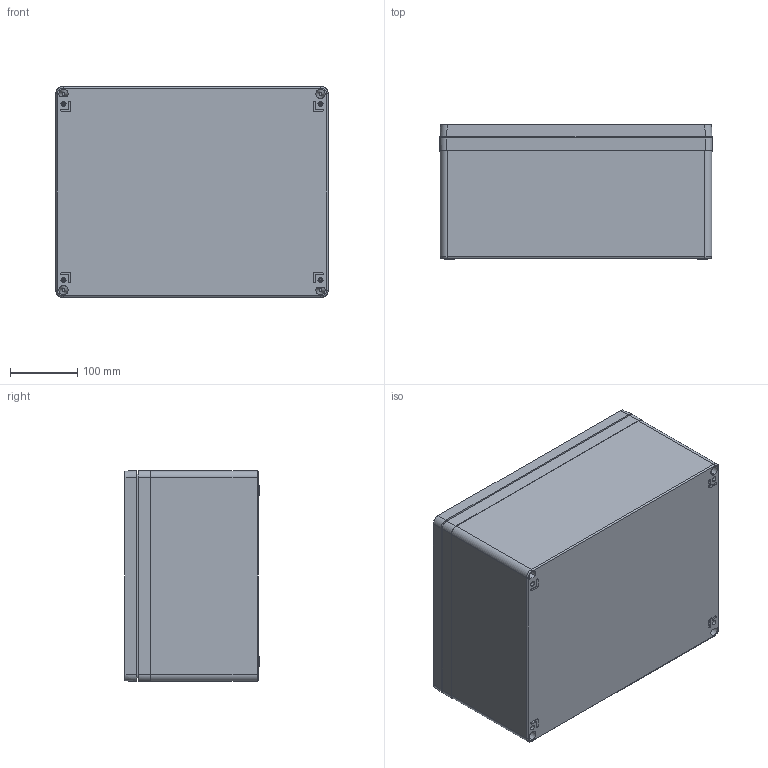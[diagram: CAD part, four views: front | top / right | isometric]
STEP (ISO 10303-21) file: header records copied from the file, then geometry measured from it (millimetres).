
FILE_DESCRIPTION (( 'STEP AP214' ), '1' );
FILE_NAME ('13210500.STEP', '2016-03-16T08:03:05', ( 'Macha' ), ( 'Hewlett-Packard Company' ), 'SwSTEP 2.0', 'SolidWorks 2015', '' );
FILE_SCHEMA (( 'AUTOMOTIVE_DESIGN' ));
Length unit declared in the file: millimetre
Products named in the file (6): 08971_Bearbeitung nach Zeichng. 13-2-089570-01-0; 03711; 13210500; 93038; 93117; 08771_Rohteil
Assembly tree (8 placements, depth 2):
  13210500
    03711
    08971_Bearbeitung nach Zeichng. 13-2-089570-01-0
    08771_Rohteil
    93117
    93038  x4
Bounding box: 405 x 199.6 x 314 mm (x, y, z)
Volume: 2995259.5 mm3; surface area: 996646.4 mm2
Topology: 9 solids, 9 shells, 1109 faces, 2676 edges, 1676 vertices
Faces by surface type: plane 521, cylinder 187, cone 183, bspline 146, torus 71, sphere 1
Entity records: 37590 total; most frequent: CARTESIAN_POINT 14040, ORIENTED_EDGE 4964, DIRECTION 4494, EDGE_CURVE 2482, VERTEX_POINT 1577, AXIS2_PLACEMENT_3D 1530, LINE 1434, VECTOR 1434
